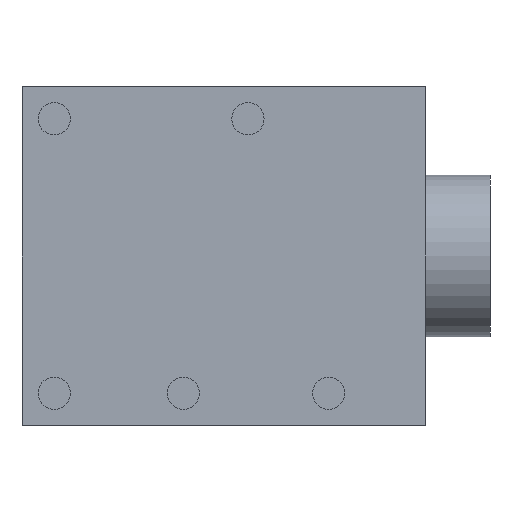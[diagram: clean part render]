
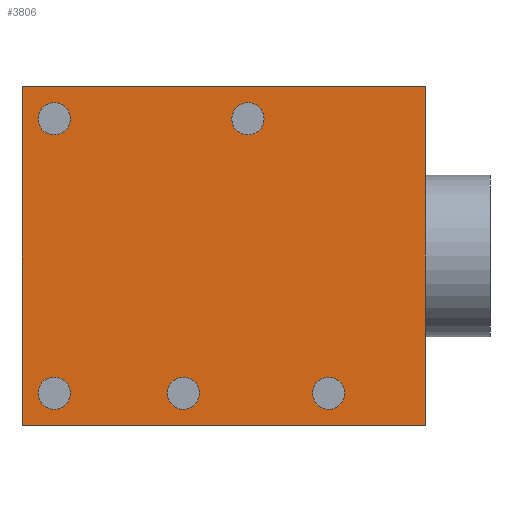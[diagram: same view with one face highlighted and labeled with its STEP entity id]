
A CAD part, front view. The second image highlights one B-rep face of the part: STEP entity #3806.
In plain terms, the highlighted planar face has unit normal (0, -1, 0).
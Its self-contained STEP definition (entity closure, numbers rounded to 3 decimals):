
#47 = VERTEX_POINT ( 'NONE', #580 ) ;
#137 = CARTESIAN_POINT ( 'NONE',  ( -1., 0., 1. ) ) ;
#148 = VERTEX_POINT ( 'NONE', #2661 ) ;
#165 = DIRECTION ( 'NONE',  ( -1., 0., 0. ) ) ;
#174 = VERTEX_POINT ( 'NONE', #3423 ) ;
#181 = ORIENTED_EDGE ( 'NONE', *, *, #1310, .F. ) ;
#228 = AXIS2_PLACEMENT_3D ( 'NONE', #1662, #681, #2008 ) ;
#291 = EDGE_LOOP ( 'NONE', ( #2129, #1527 ) ) ;
#345 = LINE ( 'NONE', #137, #898 ) ;
#348 = AXIS2_PLACEMENT_3D ( 'NONE', #634, #352, #1673 ) ;
#352 = DIRECTION ( 'NONE',  ( 0., -1., 0. ) ) ;
#419 = EDGE_LOOP ( 'NONE', ( #4188, #3985 ) ) ;
#484 = DIRECTION ( 'NONE',  ( 0., 0., -1. ) ) ;
#496 = VECTOR ( 'NONE', #2639, 1000. ) ;
#580 = CARTESIAN_POINT ( 'NONE',  ( 6., 0., -0.5 ) ) ;
#583 = CARTESIAN_POINT ( 'NONE',  ( 8.5, 0., -8.5 ) ) ;
#624 = VECTOR ( 'NONE', #3921, 1000. ) ;
#627 = EDGE_CURVE ( 'NONE', #3590, #2257, #3669, .T. ) ;
#634 = CARTESIAN_POINT ( 'NONE',  ( 0., 0., 0. ) ) ;
#681 = DIRECTION ( 'NONE',  ( 0., -1., 0. ) ) ;
#714 = EDGE_LOOP ( 'NONE', ( #1022, #3334 ) ) ;
#734 = DIRECTION ( 'NONE',  ( 0., -1., 0. ) ) ;
#764 = DIRECTION ( 'NONE',  ( 0., 0., -1. ) ) ;
#810 = DIRECTION ( 'NONE',  ( 1., 0., 0. ) ) ;
#840 = LINE ( 'NONE', #2842, #4118 ) ;
#845 = CARTESIAN_POINT ( 'NONE',  ( 6., 0., 0.5 ) ) ;
#893 = EDGE_CURVE ( 'NONE', #2349, #3243, #4006, .T. ) ;
#898 = VECTOR ( 'NONE', #1338, 1000. ) ;
#917 = ORIENTED_EDGE ( 'NONE', *, *, #1734, .F. ) ;
#960 = AXIS2_PLACEMENT_3D ( 'NONE', #2256, #2291, #1564 ) ;
#972 = EDGE_LOOP ( 'NONE', ( #3701, #2848 ) ) ;
#979 = FACE_BOUND ( 'NONE', #291, .T. ) ;
#1022 = ORIENTED_EDGE ( 'NONE', *, *, #1096, .F. ) ;
#1027 = CIRCLE ( 'NONE', #3161, 0.5 ) ;
#1053 = VECTOR ( 'NONE', #810, 1000. ) ;
#1060 = DIRECTION ( 'NONE',  ( 0., 0., -1. ) ) ;
#1070 = AXIS2_PLACEMENT_3D ( 'NONE', #2987, #3071, #764 ) ;
#1096 = EDGE_CURVE ( 'NONE', #3870, #47, #2922, .T. ) ;
#1114 = LINE ( 'NONE', #2426, #1053 ) ;
#1230 = DIRECTION ( 'NONE',  ( 0., 0., -1. ) ) ;
#1264 = FACE_BOUND ( 'NONE', #972, .T. ) ;
#1283 = CARTESIAN_POINT ( 'NONE',  ( 11.5, 0., -9.5 ) ) ;
#1306 = LINE ( 'NONE', #2615, #624 ) ;
#1310 = EDGE_CURVE ( 'NONE', #2919, #2779, #345, .T. ) ;
#1312 = DIRECTION ( 'NONE',  ( 0., -1., 0. ) ) ;
#1327 = CARTESIAN_POINT ( 'NONE',  ( 11.5, 0., 1. ) ) ;
#1338 = DIRECTION ( 'NONE',  ( 0., 0., 1. ) ) ;
#1469 = VERTEX_POINT ( 'NONE', #2473 ) ;
#1495 = EDGE_CURVE ( 'NONE', #3243, #2349, #2412, .T. ) ;
#1509 = VERTEX_POINT ( 'NONE', #2540 ) ;
#1527 = ORIENTED_EDGE ( 'NONE', *, *, #3174, .F. ) ;
#1564 = DIRECTION ( 'NONE',  ( 0., 0., -1. ) ) ;
#1577 = CARTESIAN_POINT ( 'NONE',  ( 0., 0., -8.5 ) ) ;
#1662 = CARTESIAN_POINT ( 'NONE',  ( 4., 0., -8.5 ) ) ;
#1673 = DIRECTION ( 'NONE',  ( 0., 0., -1. ) ) ;
#1734 = EDGE_CURVE ( 'NONE', #2257, #3590, #3097, .T. ) ;
#1770 = ORIENTED_EDGE ( 'NONE', *, *, #1786, .F. ) ;
#1786 = EDGE_CURVE ( 'NONE', #3260, #2017, #1306, .T. ) ;
#1858 = DIRECTION ( 'NONE',  ( 0., -1., 0. ) ) ;
#1920 = DIRECTION ( 'NONE',  ( 0., -1., 0. ) ) ;
#2008 = DIRECTION ( 'NONE',  ( 0., 0., -1. ) ) ;
#2017 = VERTEX_POINT ( 'NONE', #1283 ) ;
#2085 = AXIS2_PLACEMENT_3D ( 'NONE', #3478, #1858, #484 ) ;
#2106 = DIRECTION ( 'NONE',  ( 0., 0., -1. ) ) ;
#2129 = ORIENTED_EDGE ( 'NONE', *, *, #4189, .F. ) ;
#2135 = CARTESIAN_POINT ( 'NONE',  ( -1., 0., -9.5 ) ) ;
#2191 = CARTESIAN_POINT ( 'NONE',  ( 0., 0., 0.5 ) ) ;
#2241 = CARTESIAN_POINT ( 'NONE',  ( 0., 0., -8.5 ) ) ;
#2256 = CARTESIAN_POINT ( 'NONE',  ( 4., 0., -8.5 ) ) ;
#2257 = VERTEX_POINT ( 'NONE', #2191 ) ;
#2261 = EDGE_LOOP ( 'NONE', ( #917, #2977 ) ) ;
#2272 = DIRECTION ( 'NONE',  ( 0., -1., 0. ) ) ;
#2291 = DIRECTION ( 'NONE',  ( 0., -1., 0. ) ) ;
#2321 = PLANE ( 'NONE',  #2599 ) ;
#2349 = VERTEX_POINT ( 'NONE', #2569 ) ;
#2357 = CIRCLE ( 'NONE', #2085, 0.5 ) ;
#2398 = DIRECTION ( 'NONE',  ( 0., -1., 0. ) ) ;
#2409 = CARTESIAN_POINT ( 'NONE',  ( 11.5, 0., -4.25 ) ) ;
#2412 = CIRCLE ( 'NONE', #2958, 0.5 ) ;
#2418 = CARTESIAN_POINT ( 'NONE',  ( -1., 0., -9.5 ) ) ;
#2426 = CARTESIAN_POINT ( 'NONE',  ( -1., 0., 1. ) ) ;
#2473 = CARTESIAN_POINT ( 'NONE',  ( 4., 0., -8. ) ) ;
#2540 = CARTESIAN_POINT ( 'NONE',  ( 4., 0., -9. ) ) ;
#2550 = CARTESIAN_POINT ( 'NONE',  ( 8.5, 0., -9. ) ) ;
#2569 = CARTESIAN_POINT ( 'NONE',  ( 0., 0., -9. ) ) ;
#2576 = FACE_BOUND ( 'NONE', #714, .T. ) ;
#2599 = AXIS2_PLACEMENT_3D ( 'NONE', #2418, #734, #2106 ) ;
#2615 = CARTESIAN_POINT ( 'NONE',  ( 11.5, 0., 1. ) ) ;
#2639 = DIRECTION ( 'NONE',  ( 0., 0., -1. ) ) ;
#2661 = CARTESIAN_POINT ( 'NONE',  ( 11.5, 0., 1. ) ) ;
#2777 = AXIS2_PLACEMENT_3D ( 'NONE', #2241, #1920, #3198 ) ;
#2779 = VERTEX_POINT ( 'NONE', #4073 ) ;
#2842 = CARTESIAN_POINT ( 'NONE',  ( -1., 0., -9.5 ) ) ;
#2848 = ORIENTED_EDGE ( 'NONE', *, *, #4243, .F. ) ;
#2861 = EDGE_CURVE ( 'NONE', #2779, #148, #1114, .T. ) ;
#2919 = VERTEX_POINT ( 'NONE', #2135 ) ;
#2922 = CIRCLE ( 'NONE', #2985, 0.5 ) ;
#2958 = AXIS2_PLACEMENT_3D ( 'NONE', #1577, #3499, #1230 ) ;
#2977 = ORIENTED_EDGE ( 'NONE', *, *, #627, .F. ) ;
#2985 = AXIS2_PLACEMENT_3D ( 'NONE', #3651, #2398, #1060 ) ;
#2987 = CARTESIAN_POINT ( 'NONE',  ( 0., 0., 0. ) ) ;
#3071 = DIRECTION ( 'NONE',  ( 0., -1., 0. ) ) ;
#3097 = CIRCLE ( 'NONE', #348, 0.5 ) ;
#3126 = EDGE_CURVE ( 'NONE', #47, #3870, #3250, .T. ) ;
#3146 = ORIENTED_EDGE ( 'NONE', *, *, #3508, .F. ) ;
#3161 = AXIS2_PLACEMENT_3D ( 'NONE', #583, #2272, #3247 ) ;
#3174 = EDGE_CURVE ( 'NONE', #1509, #1469, #3798, .T. ) ;
#3198 = DIRECTION ( 'NONE',  ( 0., 0., -1. ) ) ;
#3243 = VERTEX_POINT ( 'NONE', #3433 ) ;
#3247 = DIRECTION ( 'NONE',  ( 0., 0., -1. ) ) ;
#3250 = CIRCLE ( 'NONE', #3312, 0.5 ) ;
#3260 = VERTEX_POINT ( 'NONE', #2409 ) ;
#3312 = AXIS2_PLACEMENT_3D ( 'NONE', #3559, #1312, #3322 ) ;
#3322 = DIRECTION ( 'NONE',  ( 0., 0., -1. ) ) ;
#3334 = ORIENTED_EDGE ( 'NONE', *, *, #3126, .F. ) ;
#3382 = CARTESIAN_POINT ( 'NONE',  ( 0., 0., -0.5 ) ) ;
#3403 = EDGE_CURVE ( 'NONE', #174, #3917, #2357, .T. ) ;
#3423 = CARTESIAN_POINT ( 'NONE',  ( 8.5, 0., -8. ) ) ;
#3433 = CARTESIAN_POINT ( 'NONE',  ( 0., 0., -8. ) ) ;
#3478 = CARTESIAN_POINT ( 'NONE',  ( 8.5, 0., -8.5 ) ) ;
#3499 = DIRECTION ( 'NONE',  ( 0., -1., 0. ) ) ;
#3505 = ORIENTED_EDGE ( 'NONE', *, *, #4112, .F. ) ;
#3508 = EDGE_CURVE ( 'NONE', #148, #3260, #4261, .T. ) ;
#3552 = FACE_BOUND ( 'NONE', #419, .T. ) ;
#3559 = CARTESIAN_POINT ( 'NONE',  ( 6., 0., 0. ) ) ;
#3590 = VERTEX_POINT ( 'NONE', #3382 ) ;
#3651 = CARTESIAN_POINT ( 'NONE',  ( 6., 0., 0. ) ) ;
#3669 = CIRCLE ( 'NONE', #1070, 0.5 ) ;
#3701 = ORIENTED_EDGE ( 'NONE', *, *, #3403, .F. ) ;
#3798 = CIRCLE ( 'NONE', #228, 0.5 ) ;
#3806 = ADVANCED_FACE ( 'NONE', ( #979, #2576, #3880, #4218, #3552, #1264 ), #2321, .T. ) ;
#3864 = EDGE_LOOP ( 'NONE', ( #181, #3505, #1770, #3146, #3972 ) ) ;
#3870 = VERTEX_POINT ( 'NONE', #845 ) ;
#3880 = FACE_OUTER_BOUND ( 'NONE', #3864, .T. ) ;
#3917 = VERTEX_POINT ( 'NONE', #2550 ) ;
#3921 = DIRECTION ( 'NONE',  ( 0., 0., -1. ) ) ;
#3972 = ORIENTED_EDGE ( 'NONE', *, *, #2861, .F. ) ;
#3985 = ORIENTED_EDGE ( 'NONE', *, *, #893, .F. ) ;
#4006 = CIRCLE ( 'NONE', #2777, 0.5 ) ;
#4073 = CARTESIAN_POINT ( 'NONE',  ( -1., 0., 1. ) ) ;
#4112 = EDGE_CURVE ( 'NONE', #2017, #2919, #840, .T. ) ;
#4118 = VECTOR ( 'NONE', #165, 1000. ) ;
#4182 = CIRCLE ( 'NONE', #960, 0.5 ) ;
#4188 = ORIENTED_EDGE ( 'NONE', *, *, #1495, .F. ) ;
#4189 = EDGE_CURVE ( 'NONE', #1469, #1509, #4182, .T. ) ;
#4218 = FACE_BOUND ( 'NONE', #2261, .T. ) ;
#4243 = EDGE_CURVE ( 'NONE', #3917, #174, #1027, .T. ) ;
#4261 = LINE ( 'NONE', #1327, #496 ) ;
